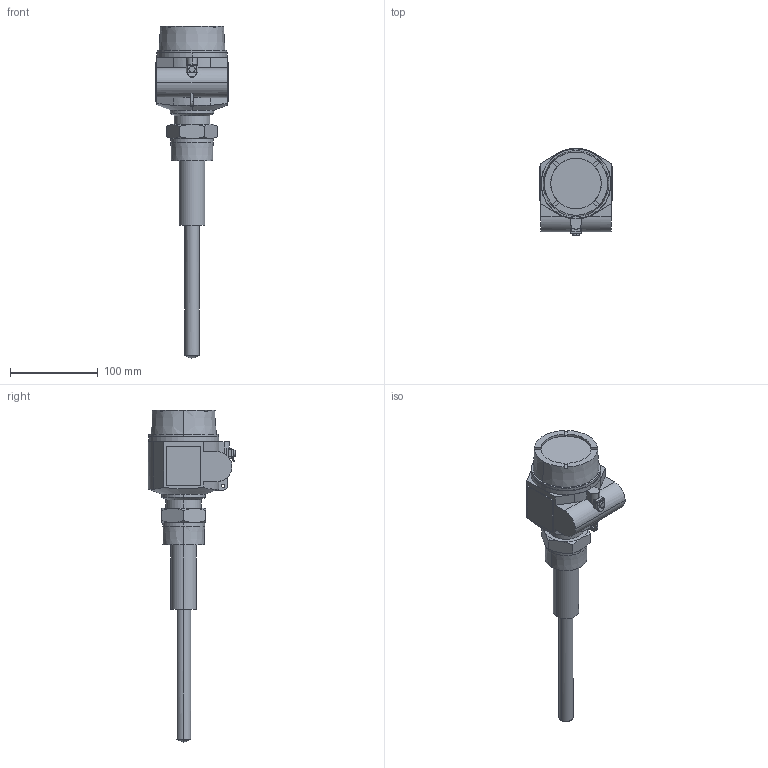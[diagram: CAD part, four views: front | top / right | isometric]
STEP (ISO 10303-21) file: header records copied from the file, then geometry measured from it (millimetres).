
FILE_DESCRIPTION (( 'STEP AP203' ), '1' );
FILE_NAME ('FTM20-CN26A.STEP', '2024-08-28T00:15:45', ( '' ), ( '' ), 'SwSTEP 2.0', 'SolidWorks 2021', '' );
FILE_SCHEMA (( 'CONFIG_CONTROL_DESIGN' ));
Length unit declared in the file: inch
Products named in the file (1): FTM20-CN26A
Bounding box: 83.2 x 99.55 x 378.15 mm (x, y, z)
Volume: 702149.1 mm3; surface area: 64122.2 mm2
Topology: 1 solids, 1 shells, 151 faces, 375 edges, 238 vertices
Faces by surface type: plane 88, cylinder 36, cone 25, bspline 2
Entity records: 4781 total; most frequent: CARTESIAN_POINT 1106, ORIENTED_EDGE 750, DIRECTION 750, EDGE_CURVE 375, AXIS2_PLACEMENT_3D 276, VERTEX_POINT 238, LINE 198, VECTOR 198
